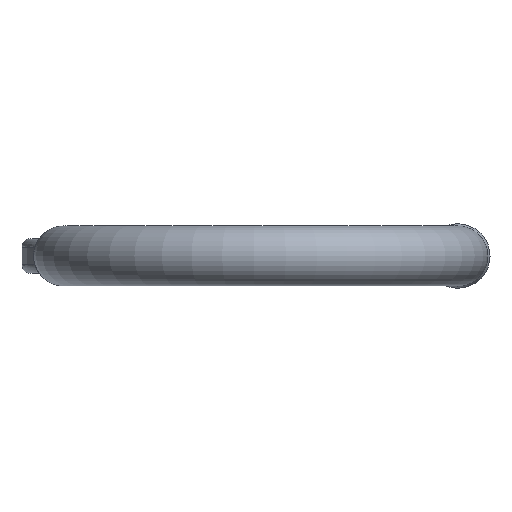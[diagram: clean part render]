
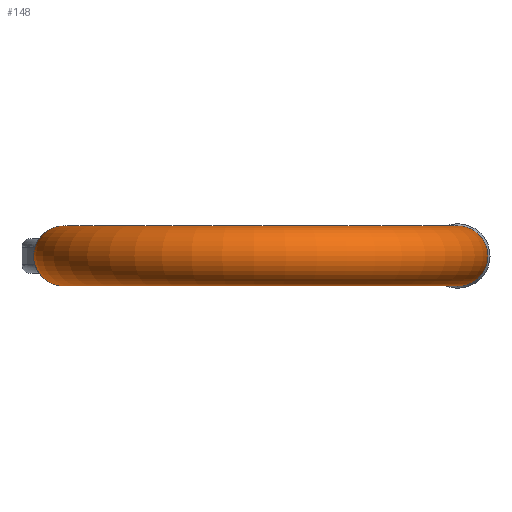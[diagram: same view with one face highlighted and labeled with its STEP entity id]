
A CAD part, front view. The second image highlights one B-rep face of the part: STEP entity #148.
In plain terms, the highlighted toroidal (fillet/blend) face has major radius 147.5 mm and minor radius 22.5 mm.
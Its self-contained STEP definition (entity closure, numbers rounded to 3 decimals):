
#138=TOROIDAL_SURFACE('',#983,147.5,22.5);
#148=ADVANCED_FACE('',(#284,#285),#138,.T.);
#229=CIRCLE('',#975,22.5);
#230=CIRCLE('',#977,22.5);
#284=FACE_BOUND('',#302,.T.);
#285=FACE_BOUND('',#303,.T.);
#302=EDGE_LOOP('',(#462));
#303=EDGE_LOOP('',(#463));
#462=ORIENTED_EDGE('',*,*,#809,.T.);
#463=ORIENTED_EDGE('',*,*,#810,.F.);
#729=VERTEX_POINT('',#1415);
#730=VERTEX_POINT('',#1418);
#809=EDGE_CURVE('',#729,#729,#229,.T.);
#810=EDGE_CURVE('',#730,#730,#230,.T.);
#975=AXIS2_PLACEMENT_3D('',#1414,#1080,#1081);
#977=AXIS2_PLACEMENT_3D('',#1417,#1084,#1085);
#983=AXIS2_PLACEMENT_3D('',#1427,#1096,#1097);
#1080=DIRECTION('',(0.,-1.,0.));
#1081=DIRECTION('',(0.,0.,1.));
#1084=DIRECTION('',(0.,1.,0.));
#1085=DIRECTION('',(0.,0.,1.));
#1096=DIRECTION('',(0.,0.,1.));
#1097=DIRECTION('',(1.,0.,0.));
#1414=CARTESIAN_POINT('',(-147.5,-125.,0.));
#1415=CARTESIAN_POINT('',(-147.5,-125.,22.5));
#1417=CARTESIAN_POINT('',(147.5,-125.,0.));
#1418=CARTESIAN_POINT('',(147.5,-125.,22.5));
#1427=CARTESIAN_POINT('',(0.,-125.,0.));
